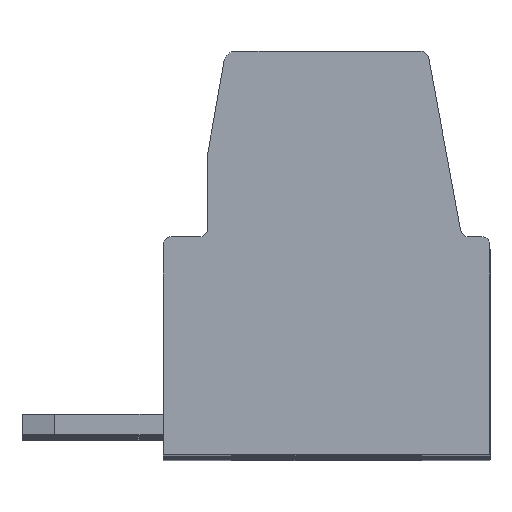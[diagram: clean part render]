
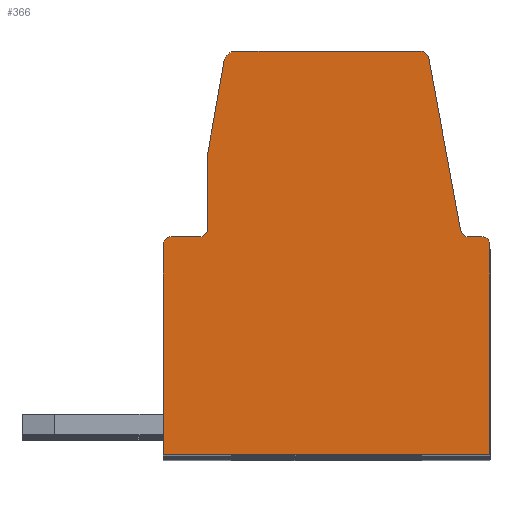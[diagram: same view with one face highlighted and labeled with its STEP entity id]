
A CAD part, top view. The second image highlights one B-rep face of the part: STEP entity #366.
In plain terms, the highlighted planar face has unit normal (0, 0, 1).
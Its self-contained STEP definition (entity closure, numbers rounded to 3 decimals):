
#366 = ADVANCED_FACE( '', ( #815 ), #816, .F. );
#815 = FACE_OUTER_BOUND( '', #1389, .T. );
#816 = PLANE( '', #1390 );
#1389 = EDGE_LOOP( '', ( #2053, #2054, #2055, #2056, #2057, #2058, #2059, #2060, #2061, #2062, #2063, #2064, #2065, #2066, #2067 ) );
#1390 = AXIS2_PLACEMENT_3D( '', #2068, #2069, #2070 );
#2053 = ORIENTED_EDGE( '', *, *, #3765, .T. );
#2054 = ORIENTED_EDGE( '', *, *, #3753, .T. );
#2055 = ORIENTED_EDGE( '', *, *, #3766, .F. );
#2056 = ORIENTED_EDGE( '', *, *, #3767, .T. );
#2057 = ORIENTED_EDGE( '', *, *, #3768, .T. );
#2058 = ORIENTED_EDGE( '', *, *, #3683, .T. );
#2059 = ORIENTED_EDGE( '', *, *, #3769, .T. );
#2060 = ORIENTED_EDGE( '', *, *, #3760, .T. );
#2061 = ORIENTED_EDGE( '', *, *, #3709, .F. );
#2062 = ORIENTED_EDGE( '', *, *, #3770, .T. );
#2063 = ORIENTED_EDGE( '', *, *, #3771, .F. );
#2064 = ORIENTED_EDGE( '', *, *, #3772, .T. );
#2065 = ORIENTED_EDGE( '', *, *, #3720, .T. );
#2066 = ORIENTED_EDGE( '', *, *, #3773, .T. );
#2067 = ORIENTED_EDGE( '', *, *, #3774, .F. );
#2068 = CARTESIAN_POINT( '', ( 1.014, -4.4, 0. ) );
#2069 = DIRECTION( '', ( 0., 0., -1. ) );
#2070 = DIRECTION( '', ( 0., 1., 0. ) );
#3683 = EDGE_CURVE( '', #4398, #4399, #4400, .T. );
#3709 = EDGE_CURVE( '', #4446, #4448, #4449, .T. );
#3720 = EDGE_CURVE( '', #4462, #4466, #4468, .T. );
#3753 = EDGE_CURVE( '', #4526, #4524, #4527, .T. );
#3760 = EDGE_CURVE( '', #4538, #4448, #4539, .T. );
#3765 = EDGE_CURVE( '', #4546, #4526, #4547, .T. );
#3766 = EDGE_CURVE( '', #4548, #4524, #4549, .T. );
#3767 = EDGE_CURVE( '', #4548, #4550, #4551, .T. );
#3768 = EDGE_CURVE( '', #4550, #4398, #4552, .T. );
#3769 = EDGE_CURVE( '', #4399, #4538, #4553, .T. );
#3770 = EDGE_CURVE( '', #4446, #4554, #4555, .T. );
#3771 = EDGE_CURVE( '', #4556, #4554, #4557, .T. );
#3772 = EDGE_CURVE( '', #4556, #4462, #4558, .T. );
#3773 = EDGE_CURVE( '', #4466, #4559, #4560, .T. );
#3774 = EDGE_CURVE( '', #4546, #4559, #4561, .T. );
#4398 = VERTEX_POINT( '', #5450 );
#4399 = VERTEX_POINT( '', #5451 );
#4400 = LINE( '', #5452, #5453 );
#4446 = VERTEX_POINT( '', #5518 );
#4448 = VERTEX_POINT( '', #5521 );
#4449 = CIRCLE( '', #5522, 0.2 );
#4462 = VERTEX_POINT( '', #5540 );
#4466 = VERTEX_POINT( '', #5545 );
#4468 = CIRCLE( '', #5548, 0.2 );
#4524 = VERTEX_POINT( '', #5625 );
#4526 = VERTEX_POINT( '', #5628 );
#4527 = LINE( '', #5629, #5630 );
#4538 = VERTEX_POINT( '', #5646 );
#4539 = LINE( '', #5647, #5648 );
#4546 = VERTEX_POINT( '', #5658 );
#4547 = LINE( '', #5659, #5660 );
#4548 = VERTEX_POINT( '', #5661 );
#4549 = CIRCLE( '', #5662, 0.2 );
#4550 = VERTEX_POINT( '', #5663 );
#4551 = LINE( '', #5664, #5665 );
#4552 = CIRCLE( '', #5666, 0.2 );
#4553 = LINE( '', #5667, #5668 );
#4554 = VERTEX_POINT( '', #5669 );
#4555 = LINE( '', #5670, #5671 );
#4556 = VERTEX_POINT( '', #5672 );
#4557 = CIRCLE( '', #5673, 0.2 );
#4558 = LINE( '', #5674, #5675 );
#4559 = VERTEX_POINT( '', #5676 );
#4560 = LINE( '', #5677, #5678 );
#4561 = CIRCLE( '', #5679, 0.3 );
#5450 = CARTESIAN_POINT( '', ( -7.896, 5.2, 0. ) );
#5451 = CARTESIAN_POINT( '', ( -7.896, 0., 0. ) );
#5452 = CARTESIAN_POINT( '', ( -7.896, -18.438, 0. ) );
#5453 = VECTOR( '', #6909, 1000. );
#5518 = CARTESIAN_POINT( '', ( 0.004, 5.4, 0. ) );
#5521 = CARTESIAN_POINT( '', ( 0.204, 5.2, 0. ) );
#5522 = AXIS2_PLACEMENT_3D( '', #6936, #6937, #6938 );
#5540 = CARTESIAN_POINT( '', ( -1.316, 9.836, 0. ) );
#5545 = CARTESIAN_POINT( '', ( -1.512, 10., 0. ) );
#5548 = AXIS2_PLACEMENT_3D( '', #6949, #6950, #6951 );
#5625 = CARTESIAN_POINT( '', ( -6.796, 5.6, 0. ) );
#5628 = CARTESIAN_POINT( '', ( -6.796, 7.448, 0. ) );
#5629 = CARTESIAN_POINT( '', ( -6.796, -18.438, 0. ) );
#5630 = VECTOR( '', #6983, 1000. );
#5646 = CARTESIAN_POINT( '', ( 0.204, 0., 0. ) );
#5647 = CARTESIAN_POINT( '', ( 0.204, -18.438, 0. ) );
#5648 = VECTOR( '', #6989, 1000. );
#5658 = CARTESIAN_POINT( '', ( -6.39, 9.752, 0. ) );
#5659 = CARTESIAN_POINT( '', ( -11.36, -18.438, 0. ) );
#5660 = VECTOR( '', #6993, 1000. );
#5661 = CARTESIAN_POINT( '', ( -6.996, 5.4, 0. ) );
#5662 = AXIS2_PLACEMENT_3D( '', #6994, #6995, #6996 );
#5663 = CARTESIAN_POINT( '', ( -7.696, 5.4, 0. ) );
#5664 = CARTESIAN_POINT( '', ( -16.21, 5.4, 0. ) );
#5665 = VECTOR( '', #6997, 1000. );
#5666 = AXIS2_PLACEMENT_3D( '', #6998, #6999, #7000 );
#5667 = CARTESIAN_POINT( '', ( -16.21, 0., 0. ) );
#5668 = VECTOR( '', #7001, 1000. );
#5669 = CARTESIAN_POINT( '', ( -0.327, 5.4, 0. ) );
#5670 = CARTESIAN_POINT( '', ( -16.21, 5.4, 0. ) );
#5671 = VECTOR( '', #7002, 1000. );
#5672 = CARTESIAN_POINT( '', ( -0.524, 5.564, 0. ) );
#5673 = AXIS2_PLACEMENT_3D( '', #7003, #7004, #7005 );
#5674 = CARTESIAN_POINT( '', ( 3.925, -18.438, 0. ) );
#5675 = VECTOR( '', #7006, 1000. );
#5676 = CARTESIAN_POINT( '', ( -6.094, 10., 0. ) );
#5677 = CARTESIAN_POINT( '', ( -16.21, 10., 0. ) );
#5678 = VECTOR( '', #7007, 1000. );
#5679 = AXIS2_PLACEMENT_3D( '', #7008, #7009, #7010 );
#6909 = DIRECTION( '', ( 0., -1., 0. ) );
#6936 = CARTESIAN_POINT( '', ( 0.004, 5.2, 0. ) );
#6937 = DIRECTION( '', ( 0., 0., -1. ) );
#6938 = DIRECTION( '', ( -1., 0., 0. ) );
#6949 = CARTESIAN_POINT( '', ( -1.512, 9.8, 0. ) );
#6950 = DIRECTION( '', ( 0., 0., 1. ) );
#6951 = DIRECTION( '', ( 1., 0., 0. ) );
#6983 = DIRECTION( '', ( 0., -1., 0. ) );
#6989 = DIRECTION( '', ( 0., 1., 0. ) );
#6993 = DIRECTION( '', ( -0.174, -0.985, 0. ) );
#6994 = CARTESIAN_POINT( '', ( -6.996, 5.6, 0. ) );
#6995 = DIRECTION( '', ( 0., 0., 1. ) );
#6996 = DIRECTION( '', ( 1., 0., 0. ) );
#6997 = DIRECTION( '', ( -1., 0., 0. ) );
#6998 = CARTESIAN_POINT( '', ( -7.696, 5.2, 0. ) );
#6999 = DIRECTION( '', ( 0., 0., 1. ) );
#7000 = DIRECTION( '', ( 1., 0., 0. ) );
#7001 = DIRECTION( '', ( 1., 0., 0. ) );
#7002 = DIRECTION( '', ( -1., 0., 0. ) );
#7003 = CARTESIAN_POINT( '', ( -0.327, 5.6, 0. ) );
#7004 = DIRECTION( '', ( 0., 0., 1. ) );
#7005 = DIRECTION( '', ( 1., 0., 0. ) );
#7006 = DIRECTION( '', ( -0.182, 0.983, 0. ) );
#7007 = DIRECTION( '', ( -1., 0., 0. ) );
#7008 = CARTESIAN_POINT( '', ( -6.094, 9.7, 0. ) );
#7009 = DIRECTION( '', ( 0., 0., -1. ) );
#7010 = DIRECTION( '', ( -1., 0., 0. ) );
